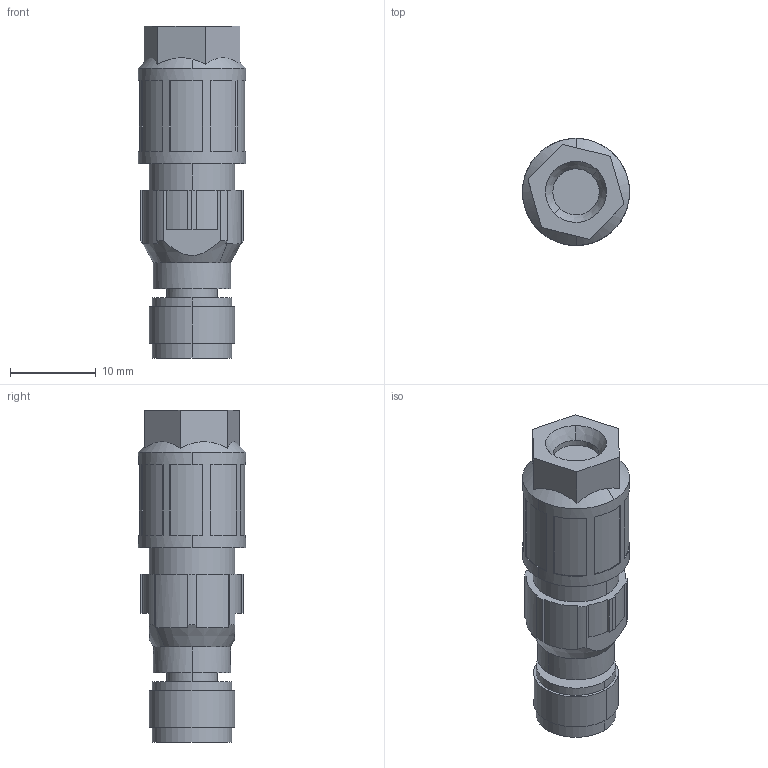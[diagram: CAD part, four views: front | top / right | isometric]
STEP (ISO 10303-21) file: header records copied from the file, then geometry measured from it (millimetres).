
FILE_DESCRIPTION((''),'2;1');
FILE_NAME('DM_CAD-1979_BUCHSE_4POL','2014-07-02T',('creinig-se'),(''),'PRO/ENGINEER BY PARAMETRIC TECHNOLOGY CORPORATION, 2013050','PRO/ENGINEER BY PARAMETRIC TECHNOLOGY CORPORATION, 2013050','');
FILE_SCHEMA(('CONFIG_CONTROL_DESIGN'));
Length unit declared in the file: millimetre
Products named in the file (1): DM_CAD-1979_BUCHSE_4POL
Bounding box: 12.5 x 12.5 x 38.75 mm (x, y, z)
Volume: 3416.7 mm3; surface area: 2271.8 mm2
Topology: 1 solids, 1 shells, 316 faces, 850 edges, 560 vertices
Faces by surface type: plane 148, cylinder 128, cone 24, torus 16
Entity records: 15300 total; most frequent: CARTESIAN_POINT 2460, ORIENTED_EDGE 1700, DIRECTION 1594, PRESENTATION_STYLE_ASSIGNMENT 1167, STYLED_ITEM 851, CURVE_STYLE 850, EDGE_CURVE 850, AXIS2_PLACEMENT_3D 606
